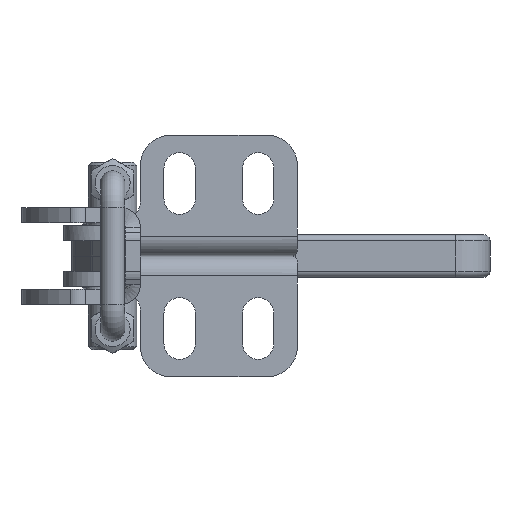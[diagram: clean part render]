
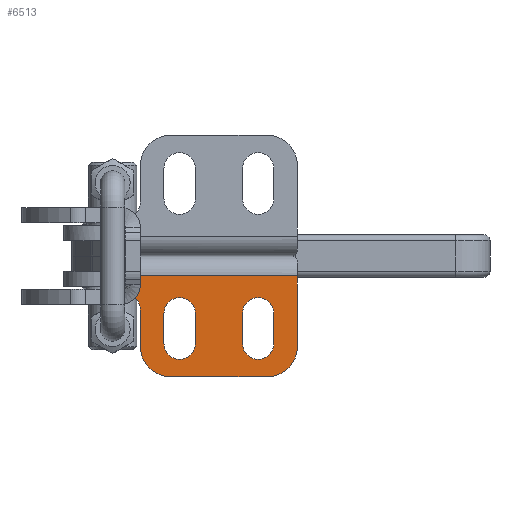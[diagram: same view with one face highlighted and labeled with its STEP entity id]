
A CAD part, front view. The second image highlights one B-rep face of the part: STEP entity #6513.
In plain terms, the highlighted planar face has unit normal (0, -1, 0).
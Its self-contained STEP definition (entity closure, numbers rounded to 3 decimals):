
#178=FACE_BOUND('',#806,.T.);
#179=FACE_BOUND('',#807,.T.);
#256=PLANE('',#7019);
#443=FACE_OUTER_BOUND('',#805,.T.);
#805=EDGE_LOOP('',(#4508,#4509,#4510,#4511,#4512,#4513,#4514,#4515));
#806=EDGE_LOOP('',(#4516,#4517,#4518,#4519));
#807=EDGE_LOOP('',(#4520,#4521,#4522,#4523));
#1294=LINE('',#10304,#1825);
#1300=LINE('',#10323,#1831);
#1301=LINE('',#10327,#1832);
#1302=LINE('',#10331,#1833);
#1303=LINE('',#10334,#1834);
#1304=LINE('',#10339,#1835);
#1305=LINE('',#10342,#1836);
#1306=LINE('',#10347,#1837);
#1307=LINE('',#10350,#1838);
#1825=VECTOR('',#7827,10.);
#1831=VECTOR('',#7853,10.);
#1832=VECTOR('',#7856,10.);
#1833=VECTOR('',#7859,10.);
#1834=VECTOR('',#7862,10.);
#1835=VECTOR('',#7865,10.);
#1836=VECTOR('',#7868,10.);
#1837=VECTOR('',#7871,10.);
#1838=VECTOR('',#7874,10.);
#2334=CIRCLE('',#7020,3.2);
#2335=CIRCLE('',#7021,5.);
#2336=CIRCLE('',#7022,5.);
#2337=CIRCLE('',#7023,2.6);
#2338=CIRCLE('',#7024,2.6);
#2339=CIRCLE('',#7025,2.6);
#2340=CIRCLE('',#7026,2.6);
#2721=VERTEX_POINT('',#10172);
#2729=VERTEX_POINT('',#10303);
#2732=VERTEX_POINT('',#10322);
#2733=VERTEX_POINT('',#10324);
#2734=VERTEX_POINT('',#10326);
#2735=VERTEX_POINT('',#10328);
#2736=VERTEX_POINT('',#10330);
#2737=VERTEX_POINT('',#10332);
#2738=VERTEX_POINT('',#10335);
#2739=VERTEX_POINT('',#10336);
#2740=VERTEX_POINT('',#10338);
#2741=VERTEX_POINT('',#10340);
#2742=VERTEX_POINT('',#10343);
#2743=VERTEX_POINT('',#10344);
#2744=VERTEX_POINT('',#10346);
#2745=VERTEX_POINT('',#10348);
#3421=EDGE_CURVE('',#2721,#2729,#1294,.T.);
#3431=EDGE_CURVE('',#2721,#2732,#1300,.T.);
#3432=EDGE_CURVE('',#2732,#2733,#2334,.T.);
#3433=EDGE_CURVE('',#2733,#2734,#1301,.T.);
#3434=EDGE_CURVE('',#2734,#2735,#2335,.T.);
#3435=EDGE_CURVE('',#2735,#2736,#1302,.T.);
#3436=EDGE_CURVE('',#2736,#2737,#2336,.T.);
#3437=EDGE_CURVE('',#2737,#2729,#1303,.T.);
#3438=EDGE_CURVE('',#2738,#2739,#2337,.T.);
#3439=EDGE_CURVE('',#2740,#2738,#1304,.T.);
#3440=EDGE_CURVE('',#2741,#2740,#2338,.T.);
#3441=EDGE_CURVE('',#2739,#2741,#1305,.T.);
#3442=EDGE_CURVE('',#2742,#2743,#2339,.T.);
#3443=EDGE_CURVE('',#2744,#2742,#1306,.T.);
#3444=EDGE_CURVE('',#2745,#2744,#2340,.T.);
#3445=EDGE_CURVE('',#2743,#2745,#1307,.T.);
#4508=ORIENTED_EDGE('',*,*,#3421,.F.);
#4509=ORIENTED_EDGE('',*,*,#3431,.T.);
#4510=ORIENTED_EDGE('',*,*,#3432,.T.);
#4511=ORIENTED_EDGE('',*,*,#3433,.T.);
#4512=ORIENTED_EDGE('',*,*,#3434,.T.);
#4513=ORIENTED_EDGE('',*,*,#3435,.T.);
#4514=ORIENTED_EDGE('',*,*,#3436,.T.);
#4515=ORIENTED_EDGE('',*,*,#3437,.T.);
#4516=ORIENTED_EDGE('',*,*,#3438,.F.);
#4517=ORIENTED_EDGE('',*,*,#3439,.F.);
#4518=ORIENTED_EDGE('',*,*,#3440,.F.);
#4519=ORIENTED_EDGE('',*,*,#3441,.F.);
#4520=ORIENTED_EDGE('',*,*,#3442,.F.);
#4521=ORIENTED_EDGE('',*,*,#3443,.F.);
#4522=ORIENTED_EDGE('',*,*,#3444,.F.);
#4523=ORIENTED_EDGE('',*,*,#3445,.F.);
#6513=ADVANCED_FACE('',(#443,#178,#179),#256,.T.);
#7019=AXIS2_PLACEMENT_3D('',#10321,#7851,#7852);
#7020=AXIS2_PLACEMENT_3D('',#10325,#7854,#7855);
#7021=AXIS2_PLACEMENT_3D('',#10329,#7857,#7858);
#7022=AXIS2_PLACEMENT_3D('',#10333,#7860,#7861);
#7023=AXIS2_PLACEMENT_3D('',#10337,#7863,#7864);
#7024=AXIS2_PLACEMENT_3D('',#10341,#7866,#7867);
#7025=AXIS2_PLACEMENT_3D('',#10345,#7869,#7870);
#7026=AXIS2_PLACEMENT_3D('',#10349,#7872,#7873);
#7827=DIRECTION('',(1.,0.,0.));
#7851=DIRECTION('center_axis',(0.,-1.,0.));
#7852=DIRECTION('ref_axis',(1.,0.,0.));
#7853=DIRECTION('',(0.688,0.,-0.725));
#7854=DIRECTION('center_axis',(0.,1.,0.));
#7855=DIRECTION('ref_axis',(-1.,0.,0.));
#7856=DIRECTION('',(0.,0.,-1.));
#7857=DIRECTION('center_axis',(0.,-1.,0.));
#7858=DIRECTION('ref_axis',(-1.,0.,0.));
#7859=DIRECTION('',(1.,0.,0.));
#7860=DIRECTION('center_axis',(0.,-1.,0.));
#7861=DIRECTION('ref_axis',(0.,0.,
-1.));
#7862=DIRECTION('',(0.,0.,1.));
#7863=DIRECTION('center_axis',(0.,-1.,0.));
#7864=DIRECTION('ref_axis',(1.,0.,0.));
#7865=DIRECTION('',(0.,0.,-1.));
#7866=DIRECTION('center_axis',(0.,-1.,0.));
#7867=DIRECTION('ref_axis',(-1.,0.,0.));
#7868=DIRECTION('',(0.,0.,1.));
#7869=DIRECTION('center_axis',(0.,-1.,0.));
#7870=DIRECTION('ref_axis',(-1.,0.,0.));
#7871=DIRECTION('',(0.,0.,-1.));
#7872=DIRECTION('center_axis',(0.,-1.,0.));
#7873=DIRECTION('ref_axis',(1.,0.,0.));
#7874=DIRECTION('',(0.,0.,1.));
#10172=CARTESIAN_POINT('',(-21.009,-13.078,-3.3));
#10303=CARTESIAN_POINT('',(9.181,-13.078,-3.3));
#10304=CARTESIAN_POINT('',(-15.163,-13.078,-3.3));
#10321=CARTESIAN_POINT('Origin',(-9.317,-13.078,-2.747));
#10322=CARTESIAN_POINT('',(-17.698,-13.078,-6.789));
#10323=CARTESIAN_POINT('',(-21.99,-13.078,-2.266));
#10324=CARTESIAN_POINT('',(-16.819,-13.078,-8.991));
#10325=CARTESIAN_POINT('Origin',(-20.019,-13.078,-8.991));
#10326=CARTESIAN_POINT('',(-16.819,-13.078,-15.));
#10327=CARTESIAN_POINT('',(-16.819,-13.078,-8.991));
#10328=CARTESIAN_POINT('',(-11.819,-13.078,-20.));
#10329=CARTESIAN_POINT('Origin',(-11.819,-13.078,-15.));
#10330=CARTESIAN_POINT('',(4.181,-13.078,-20.));
#10331=CARTESIAN_POINT('',(-11.819,-13.078,-20.));
#10332=CARTESIAN_POINT('',(9.181,-13.078,-15.));
#10333=CARTESIAN_POINT('Origin',(4.181,-13.078,-15.));
#10334=CARTESIAN_POINT('',(9.181,-13.078,-15.));
#10335=CARTESIAN_POINT('',(-12.919,-13.078,-14.5));
#10336=CARTESIAN_POINT('',(-7.719,-13.078,-14.5));
#10337=CARTESIAN_POINT('Origin',(-10.319,-13.078,-14.5));
#10338=CARTESIAN_POINT('',(-12.919,-13.078,-9.5));
#10339=CARTESIAN_POINT('',(-12.919,-13.078,-6.123));
#10340=CARTESIAN_POINT('',(-7.719,-13.078,-9.5));
#10341=CARTESIAN_POINT('Origin',(-10.319,-13.078,-9.5));
#10342=CARTESIAN_POINT('',(-7.719,-13.078,-8.623));
#10343=CARTESIAN_POINT('',(0.081,-13.078,-14.5));
#10344=CARTESIAN_POINT('',(5.281,-13.078,-14.5));
#10345=CARTESIAN_POINT('Origin',(2.681,-13.078,-14.5));
#10346=CARTESIAN_POINT('',(0.081,-13.078,-9.5));
#10347=CARTESIAN_POINT('',(0.081,-13.078,-6.123));
#10348=CARTESIAN_POINT('',(5.281,-13.078,-9.5));
#10349=CARTESIAN_POINT('Origin',(2.681,-13.078,-9.5));
#10350=CARTESIAN_POINT('',(5.281,-13.078,-8.623));
